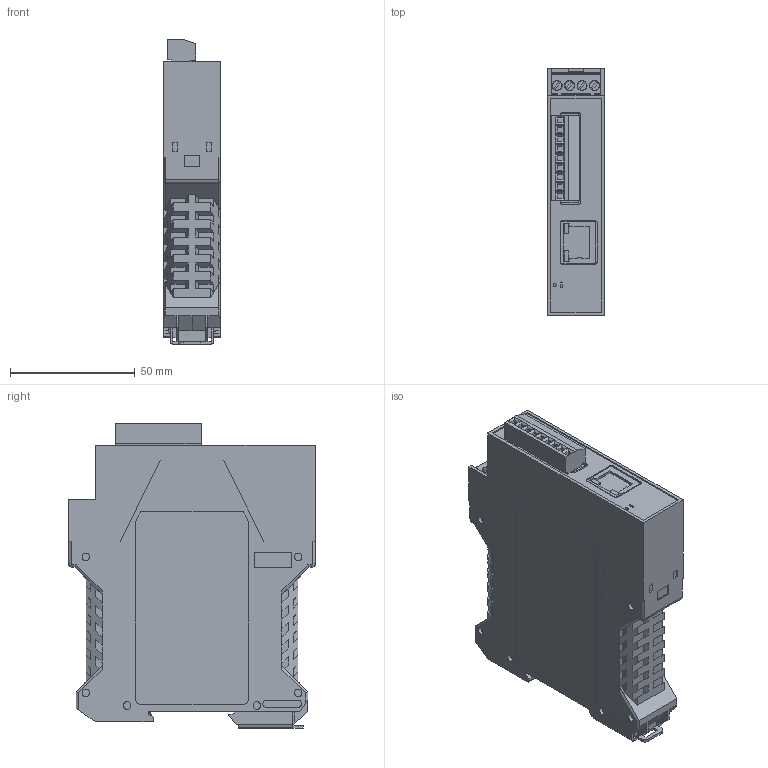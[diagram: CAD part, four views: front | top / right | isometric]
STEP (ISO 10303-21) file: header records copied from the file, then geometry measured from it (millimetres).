
FILE_DESCRIPTION (( 'STEP AP214' ), '1' );
FILE_NAME ('CAD-9196_ian.STEP', '2024-10-01T13:23:09', ( '' ), ( '' ), 'SwSTEP 2.0', 'SolidWorks 2018', '' );
FILE_SCHEMA (( 'AUTOMOTIVE_DESIGN' ));
Length unit declared in the file: inch
Products named in the file (1): CAD-9196_ian
Bounding box: 22.6 x 99 x 122.17 mm (x, y, z)
Volume: 218860.4 mm3; surface area: 35658.7 mm2
Topology: 3 solids, 14 shells, 1403 faces, 3843 edges, 2495 vertices
Faces by surface type: plane 1206, cylinder 184, cone 13
Entity records: 43844 total; most frequent: CARTESIAN_POINT 7850, ORIENTED_EDGE 7686, DIRECTION 7036, EDGE_CURVE 3843, LINE 3386, VECTOR 3386, VERTEX_POINT 2495, AXIS2_PLACEMENT_3D 1825
